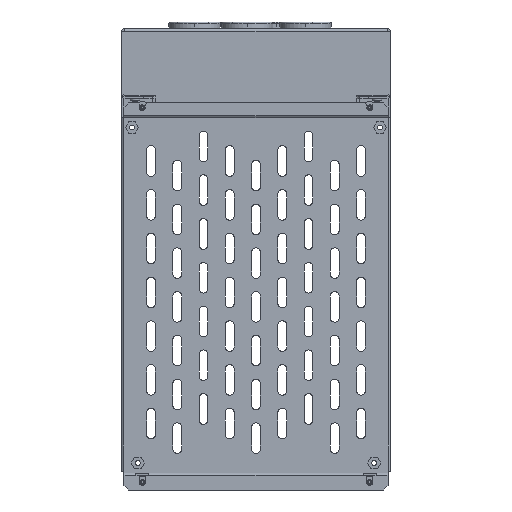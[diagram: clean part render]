
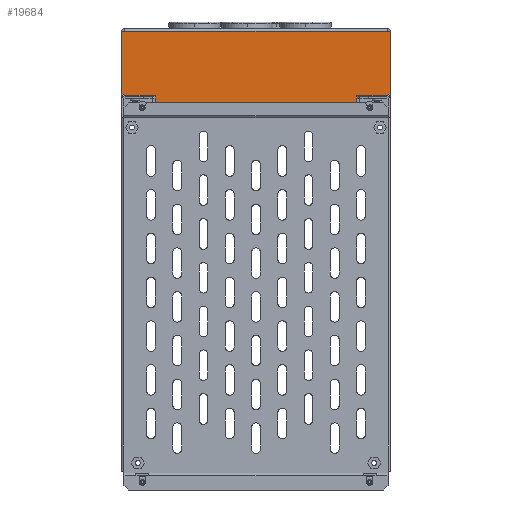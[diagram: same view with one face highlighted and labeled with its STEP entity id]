
A CAD part, front view. The second image highlights one B-rep face of the part: STEP entity #19684.
In plain terms, the highlighted planar face has unit normal (0, -1, 0).
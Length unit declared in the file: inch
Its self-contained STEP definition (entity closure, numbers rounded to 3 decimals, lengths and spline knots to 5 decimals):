
#165 = LINE ( 'NONE', #34102, #54851 ) ;
#1141 = VERTEX_POINT ( 'NONE', #25368 ) ;
#1617 = EDGE_CURVE ( 'NONE', #56775, #51352, #47029, .T. ) ;
#1960 = EDGE_CURVE ( 'NONE', #40911, #20821, #50469, .T. ) ;
#1990 = LINE ( 'NONE', #19131, #52356 ) ;
#2056 = CARTESIAN_POINT ( 'NONE',  ( -2.7126, 2.93701, 0.12205 ) ) ;
#2300 = EDGE_CURVE ( 'NONE', #20821, #18453, #1990, .T. ) ;
#2734 = FACE_OUTER_BOUND ( 'NONE', #51529, .T. ) ;
#3021 = DIRECTION ( 'NONE',  ( 0., -1., 0. ) ) ;
#3263 = CARTESIAN_POINT ( 'NONE',  ( 2.7126, 2.93701, 0.12205 ) ) ;
#4590 = ORIENTED_EDGE ( 'NONE', *, *, #43567, .T. ) ;
#4907 = ORIENTED_EDGE ( 'NONE', *, *, #7454, .T. ) ;
#5113 = LINE ( 'NONE', #25989, #39989 ) ;
#5596 = VECTOR ( 'NONE', #8238, 39.37008 ) ;
#6111 = VERTEX_POINT ( 'NONE', #24583 ) ;
#6137 = CARTESIAN_POINT ( 'NONE',  ( 2.7126, 2.93701, 2.48425 ) ) ;
#6231 = DIRECTION ( 'NONE',  ( 0., 0., -1. ) ) ;
#6306 = VERTEX_POINT ( 'NONE', #39026 ) ;
#6759 = CARTESIAN_POINT ( 'NONE',  ( 0., 2.93701, 0.67323 ) ) ;
#7276 = LINE ( 'NONE', #6137, #51353 ) ;
#7451 = ORIENTED_EDGE ( 'NONE', *, *, #1960, .T. ) ;
#7454 = EDGE_CURVE ( 'NONE', #12737, #1141, #5113, .T. ) ;
#7957 = DIRECTION ( 'NONE',  ( 0., 0., -1. ) ) ;
#8197 = VECTOR ( 'NONE', #43843, 39.37008 ) ;
#8238 = DIRECTION ( 'NONE',  ( 0., 0., 1. ) ) ;
#8497 = EDGE_CURVE ( 'NONE', #56150, #22792, #46510, .T. ) ;
#8627 = DIRECTION ( 'NONE',  ( 0.707, 0., -0.707 ) ) ;
#9276 = EDGE_CURVE ( 'NONE', #22792, #13753, #52445, .T. ) ;
#10168 = EDGE_CURVE ( 'NONE', #21326, #56775, #7276, .T. ) ;
#11618 = DIRECTION ( 'NONE',  ( 0., 0., 1. ) ) ;
#12058 = EDGE_CURVE ( 'NONE', #13753, #35699, #12927, .T. ) ;
#12082 = ORIENTED_EDGE ( 'NONE', *, *, #9276, .T. ) ;
#12737 = VERTEX_POINT ( 'NONE', #33611 ) ;
#12842 = LINE ( 'NONE', #30512, #8197 ) ;
#12896 = ORIENTED_EDGE ( 'NONE', *, *, #2300, .T. ) ;
#12927 = LINE ( 'NONE', #56968, #35257 ) ;
#13753 = VERTEX_POINT ( 'NONE', #34909 ) ;
#14492 = LINE ( 'NONE', #31297, #36113 ) ;
#15788 = CARTESIAN_POINT ( 'NONE',  ( 0., 2.93701, 2.40551 ) ) ;
#15838 = VECTOR ( 'NONE', #8627, 39.37008 ) ;
#15967 = CARTESIAN_POINT ( 'NONE',  ( 3.54724, 2.93701, 2.40551 ) ) ;
#16201 = CARTESIAN_POINT ( 'NONE',  ( -3.54724, 2.93701, 2.40551 ) ) ;
#16322 = DIRECTION ( 'NONE',  ( 1., 0., 0. ) ) ;
#17627 = DIRECTION ( 'NONE',  ( -1., 0., 0. ) ) ;
#18453 = VERTEX_POINT ( 'NONE', #22802 ) ;
#18483 = ORIENTED_EDGE ( 'NONE', *, *, #25484, .T. ) ;
#19116 = CARTESIAN_POINT ( 'NONE',  ( -2.63386, 2.93701, 0.04331 ) ) ;
#19131 = CARTESIAN_POINT ( 'NONE',  ( 0., 2.93701, 0.04331 ) ) ;
#19296 = LINE ( 'NONE', #45356, #57195 ) ;
#19684 = ADVANCED_FACE ( 'NONE', ( #2734 ), #38102, .T. ) ;
#20506 = DIRECTION ( 'NONE',  ( -1., 0., 0. ) ) ;
#20821 = VERTEX_POINT ( 'NONE', #19116 ) ;
#21326 = VERTEX_POINT ( 'NONE', #3263 ) ;
#22792 = VERTEX_POINT ( 'NONE', #15967 ) ;
#22802 = CARTESIAN_POINT ( 'NONE',  ( 2.63386, 2.93701, 0.04331 ) ) ;
#22932 = CARTESIAN_POINT ( 'NONE',  ( -2.7126, 2.93701, 2.48425 ) ) ;
#23056 = ORIENTED_EDGE ( 'NONE', *, *, #1617, .T. ) ;
#24283 = EDGE_CURVE ( 'NONE', #34285, #6111, #34166, .T. ) ;
#24583 = CARTESIAN_POINT ( 'NONE',  ( -3.62598, 2.93701, 2.40551 ) ) ;
#24648 = ORIENTED_EDGE ( 'NONE', *, *, #8497, .T. ) ;
#25368 = CARTESIAN_POINT ( 'NONE',  ( -2.7126, 2.93701, 0.67323 ) ) ;
#25408 = ORIENTED_EDGE ( 'NONE', *, *, #34390, .T. ) ;
#25484 = EDGE_CURVE ( 'NONE', #1141, #40911, #27257, .T. ) ;
#25817 = CARTESIAN_POINT ( 'NONE',  ( 2.7126, 2.93701, 0.67323 ) ) ;
#25989 = CARTESIAN_POINT ( 'NONE',  ( 0., 2.93701, 0.67323 ) ) ;
#26505 = LINE ( 'NONE', #44167, #5596 ) ;
#26744 = AXIS2_PLACEMENT_3D ( 'NONE', #55759, #3021, #7957 ) ;
#27217 = VECTOR ( 'NONE', #11618, 39.37008 ) ;
#27257 = LINE ( 'NONE', #22932, #53927 ) ;
#28172 = DIRECTION ( 'NONE',  ( 0., 0., 1. ) ) ;
#29421 = DIRECTION ( 'NONE',  ( -1., 0., 0. ) ) ;
#30512 = CARTESIAN_POINT ( 'NONE',  ( 2.63386, 2.93701, 0.04331 ) ) ;
#30596 = DIRECTION ( 'NONE',  ( 0.707, 0., 0.707 ) ) ;
#31297 = CARTESIAN_POINT ( 'NONE',  ( -3.62598, 2.93701, 2.48425 ) ) ;
#31405 = EDGE_CURVE ( 'NONE', #35699, #34285, #19296, .T. ) ;
#31475 = DIRECTION ( 'NONE',  ( 1., 0., 0. ) ) ;
#31744 = EDGE_CURVE ( 'NONE', #18453, #21326, #12842, .T. ) ;
#32577 = ORIENTED_EDGE ( 'NONE', *, *, #31405, .T. ) ;
#32855 = VECTOR ( 'NONE', #16322, 39.37008 ) ;
#33134 = EDGE_CURVE ( 'NONE', #6111, #45573, #14492, .T. ) ;
#33611 = CARTESIAN_POINT ( 'NONE',  ( -3.54724, 2.93701, 0.67323 ) ) ;
#34102 = CARTESIAN_POINT ( 'NONE',  ( 3.54724, 2.93701, 0.67323 ) ) ;
#34166 = LINE ( 'NONE', #52405, #40921 ) ;
#34285 = VERTEX_POINT ( 'NONE', #16201 ) ;
#34390 = EDGE_CURVE ( 'NONE', #45573, #12737, #43416, .T. ) ;
#34909 = CARTESIAN_POINT ( 'NONE',  ( 3.54724, 2.93701, 2.42126 ) ) ;
#35257 = VECTOR ( 'NONE', #20506, 39.37008 ) ;
#35266 = CARTESIAN_POINT ( 'NONE',  ( -3.54724, 2.93701, 2.42126 ) ) ;
#35468 = VECTOR ( 'NONE', #29421, 39.37008 ) ;
#35699 = VERTEX_POINT ( 'NONE', #35266 ) ;
#36113 = VECTOR ( 'NONE', #36511, 39.37008 ) ;
#36511 = DIRECTION ( 'NONE',  ( 0., 0., -1. ) ) ;
#36992 = CARTESIAN_POINT ( 'NONE',  ( 3.62598, 2.93701, 2.40551 ) ) ;
#37122 = ORIENTED_EDGE ( 'NONE', *, *, #24283, .T. ) ;
#38102 = PLANE ( 'NONE',  #26744 ) ;
#39026 = CARTESIAN_POINT ( 'NONE',  ( 3.62598, 2.93701, 0.75197 ) ) ;
#39074 = CARTESIAN_POINT ( 'NONE',  ( -3.62598, 2.93701, 0.75197 ) ) ;
#39989 = VECTOR ( 'NONE', #31475, 39.37008 ) ;
#40687 = CARTESIAN_POINT ( 'NONE',  ( -2.7126, 2.93701, 0.12205 ) ) ;
#40824 = EDGE_CURVE ( 'NONE', #6306, #56150, #26505, .T. ) ;
#40911 = VERTEX_POINT ( 'NONE', #40687 ) ;
#40921 = VECTOR ( 'NONE', #17627, 39.37008 ) ;
#41135 = DIRECTION ( 'NONE',  ( 1., 0., 0. ) ) ;
#41768 = DIRECTION ( 'NONE',  ( 0.707, 0., -0.707 ) ) ;
#43073 = VECTOR ( 'NONE', #41768, 39.37008 ) ;
#43215 = CARTESIAN_POINT ( 'NONE',  ( 3.54724, 2.93701, 0.67323 ) ) ;
#43416 = LINE ( 'NONE', #39074, #15838 ) ;
#43567 = EDGE_CURVE ( 'NONE', #51352, #6306, #165, .T. ) ;
#43843 = DIRECTION ( 'NONE',  ( 0.707, 0., 0.707 ) ) ;
#43886 = ORIENTED_EDGE ( 'NONE', *, *, #12058, .T. ) ;
#44101 = CARTESIAN_POINT ( 'NONE',  ( -3.62598, 2.93701, 0.75197 ) ) ;
#44167 = CARTESIAN_POINT ( 'NONE',  ( 3.62598, 2.93701, 2.48425 ) ) ;
#44333 = DIRECTION ( 'NONE',  ( 0., 0., -1. ) ) ;
#45356 = CARTESIAN_POINT ( 'NONE',  ( -3.54724, 2.93701, 2.48425 ) ) ;
#45573 = VERTEX_POINT ( 'NONE', #44101 ) ;
#46510 = LINE ( 'NONE', #15788, #35468 ) ;
#47029 = LINE ( 'NONE', #6759, #32855 ) ;
#47856 = ORIENTED_EDGE ( 'NONE', *, *, #33134, .T. ) ;
#48727 = ORIENTED_EDGE ( 'NONE', *, *, #40824, .T. ) ;
#49106 = ORIENTED_EDGE ( 'NONE', *, *, #31744, .T. ) ;
#49313 = ORIENTED_EDGE ( 'NONE', *, *, #10168, .T. ) ;
#50469 = LINE ( 'NONE', #2056, #43073 ) ;
#51352 = VERTEX_POINT ( 'NONE', #43215 ) ;
#51353 = VECTOR ( 'NONE', #28172, 39.37008 ) ;
#51529 = EDGE_LOOP ( 'NONE', ( #47856, #25408, #4907, #18483, #7451, #12896, #49106, #49313, #23056, #4590, #48727, #24648, #12082, #43886, #32577, #37122 ) ) ;
#52356 = VECTOR ( 'NONE', #41135, 39.37008 ) ;
#52405 = CARTESIAN_POINT ( 'NONE',  ( 0., 2.93701, 2.40551 ) ) ;
#52445 = LINE ( 'NONE', #56226, #27217 ) ;
#53927 = VECTOR ( 'NONE', #44333, 39.37008 ) ;
#54851 = VECTOR ( 'NONE', #30596, 39.37008 ) ;
#55759 = CARTESIAN_POINT ( 'NONE',  ( 0., 2.93701, 2.48425 ) ) ;
#56150 = VERTEX_POINT ( 'NONE', #36992 ) ;
#56226 = CARTESIAN_POINT ( 'NONE',  ( 3.54724, 2.93701, 2.48425 ) ) ;
#56775 = VERTEX_POINT ( 'NONE', #25817 ) ;
#56968 = CARTESIAN_POINT ( 'NONE',  ( 0., 2.93701, 2.42126 ) ) ;
#57195 = VECTOR ( 'NONE', #6231, 39.37008 ) ;
